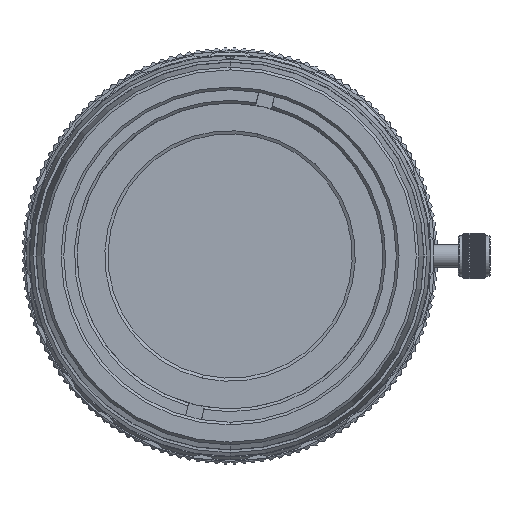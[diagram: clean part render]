
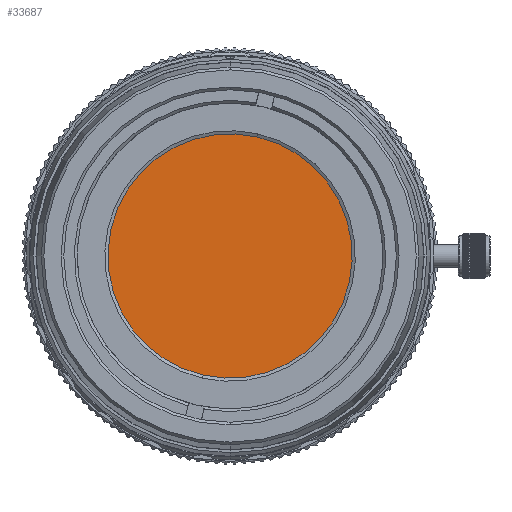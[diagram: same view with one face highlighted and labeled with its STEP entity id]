
A CAD part, left-side view. The second image highlights one B-rep face of the part: STEP entity #33687.
In plain terms, the highlighted planar face has unit normal (-1, 0, 0).
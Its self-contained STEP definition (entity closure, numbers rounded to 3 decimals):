
#755 = ORIENTED_EDGE ( 'NONE', *, *, #15474, .T. ) ;
#2391 = CARTESIAN_POINT ( 'NONE',  ( 0., 0., 0. ) ) ;
#6656 = DIRECTION ( 'NONE',  ( -1., 0., 0. ) ) ;
#11640 = AXIS2_PLACEMENT_3D ( 'NONE', #30777, #45931, #18364 ) ;
#12742 = VERTEX_POINT ( 'NONE', #41265 ) ;
#14470 = DIRECTION ( 'NONE',  ( 0., 0., 1. ) ) ;
#15276 = EDGE_LOOP ( 'NONE', ( #23400, #755 ) ) ;
#15474 = EDGE_CURVE ( 'NONE', #19331, #12742, #35511, .T. ) ;
#15894 = DIRECTION ( 'NONE',  ( 0., 0., -1. ) ) ;
#16895 = CIRCLE ( 'NONE', #11640, 14.288 ) ;
#18263 = AXIS2_PLACEMENT_3D ( 'NONE', #2391, #6656, #14470 ) ;
#18364 = DIRECTION ( 'NONE',  ( 0., 0., 1. ) ) ;
#19331 = VERTEX_POINT ( 'NONE', #35168 ) ;
#22206 = EDGE_CURVE ( 'NONE', #12742, #19331, #16895, .T. ) ;
#23400 = ORIENTED_EDGE ( 'NONE', *, *, #22206, .T. ) ;
#26720 = FACE_OUTER_BOUND ( 'NONE', #15276, .T. ) ;
#30777 = CARTESIAN_POINT ( 'NONE',  ( 0., 0., 0. ) ) ;
#33687 = ADVANCED_FACE ( 'NONE', ( #26720 ), #34785, .F. ) ;
#34785 = PLANE ( 'NONE',  #38011 ) ;
#35125 = DIRECTION ( 'NONE',  ( 1., 0., 0. ) ) ;
#35168 = CARTESIAN_POINT ( 'NONE',  ( 0., 0., 14.288 ) ) ;
#35511 = CIRCLE ( 'NONE', #18263, 14.288 ) ;
#38011 = AXIS2_PLACEMENT_3D ( 'NONE', #39166, #35125, #15894 ) ;
#39166 = CARTESIAN_POINT ( 'NONE',  ( 0., 14.288, 0. ) ) ;
#41265 = CARTESIAN_POINT ( 'NONE',  ( 0., 0., -14.288 ) ) ;
#45931 = DIRECTION ( 'NONE',  ( -1., 0., 0. ) ) ;
